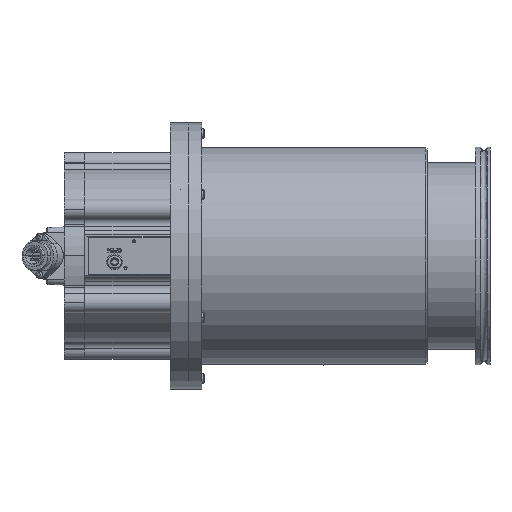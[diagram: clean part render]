
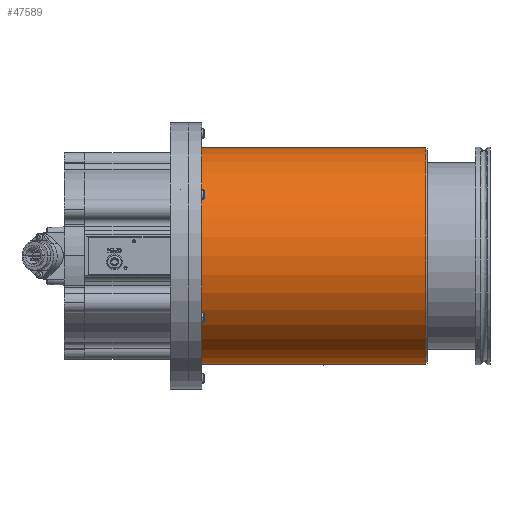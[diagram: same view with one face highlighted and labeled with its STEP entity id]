
A CAD part, top view. The second image highlights one B-rep face of the part: STEP entity #47589.
In plain terms, the highlighted cylindrical face has radius 89.5 mm (diameter 179 mm), a partial arc.
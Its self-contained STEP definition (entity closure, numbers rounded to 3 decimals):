
#802 = VECTOR ( 'NONE', #31750, 1000. ) ;
#1972 = CARTESIAN_POINT ( 'NONE',  ( 196.5, -89.5, 0. ) ) ;
#2683 = ORIENTED_EDGE ( 'NONE', *, *, #56894, .T. ) ;
#3332 = ORIENTED_EDGE ( 'NONE', *, *, #47659, .T. ) ;
#4598 = AXIS2_PLACEMENT_3D ( 'NONE', #27207, #83447, #35267 ) ;
#4862 = DIRECTION ( 'NONE',  ( 1., 0., 0. ) ) ;
#6482 = CARTESIAN_POINT ( 'NONE',  ( 196.5, 89.5, 0. ) ) ;
#8465 = CARTESIAN_POINT ( 'NONE',  ( 9., 89.5, 0. ) ) ;
#9772 = VERTEX_POINT ( 'NONE', #8465 ) ;
#10889 = EDGE_CURVE ( 'NONE', #9772, #46710, #94773, .T. ) ;
#13327 = CARTESIAN_POINT ( 'NONE',  ( 196.5, -89.5, 0. ) ) ;
#15601 = CARTESIAN_POINT ( 'NONE',  ( 9., 0., 0. ) ) ;
#20759 = CARTESIAN_POINT ( 'NONE',  ( 196.5, 0., 0. ) ) ;
#21656 = CARTESIAN_POINT ( 'NONE',  ( 9., -89.5, 0. ) ) ;
#23718 = DIRECTION ( 'NONE',  ( 0., 1., 0. ) ) ;
#25951 = EDGE_LOOP ( 'NONE', ( #49767, #3332, #2683, #89722 ) ) ;
#27207 = CARTESIAN_POINT ( 'NONE',  ( 196.5, 0., 0. ) ) ;
#31750 = DIRECTION ( 'NONE',  ( 1., 0., 0. ) ) ;
#35267 = DIRECTION ( 'NONE',  ( 0., 1., 0. ) ) ;
#35709 = FACE_OUTER_BOUND ( 'NONE', #25951, .T. ) ;
#37275 = DIRECTION ( 'NONE',  ( 0., 1., 0. ) ) ;
#46710 = VERTEX_POINT ( 'NONE', #21656 ) ;
#46959 = VECTOR ( 'NONE', #53409, 1000. ) ;
#47589 = ADVANCED_FACE ( 'NONE', ( #35709 ), #89799, .T. ) ;
#47659 = EDGE_CURVE ( 'NONE', #46710, #59422, #49511, .T. ) ;
#49511 = LINE ( 'NONE', #13327, #46959 ) ;
#49767 = ORIENTED_EDGE ( 'NONE', *, *, #10889, .T. ) ;
#49878 = AXIS2_PLACEMENT_3D ( 'NONE', #20759, #4862, #37275 ) ;
#53409 = DIRECTION ( 'NONE',  ( 1., 0., 0. ) ) ;
#55588 = CARTESIAN_POINT ( 'NONE',  ( 196.5, 89.5, 0. ) ) ;
#56894 = EDGE_CURVE ( 'NONE', #59422, #98926, #83529, .T. ) ;
#59422 = VERTEX_POINT ( 'NONE', #1972 ) ;
#71869 = DIRECTION ( 'NONE',  ( 1., 0., 0. ) ) ;
#83447 = DIRECTION ( 'NONE',  ( -1., 0., 0. ) ) ;
#83529 = CIRCLE ( 'NONE', #4598, 89.5 ) ;
#86327 = LINE ( 'NONE', #55588, #802 ) ;
#89722 = ORIENTED_EDGE ( 'NONE', *, *, #104413, .F. ) ;
#89799 = CYLINDRICAL_SURFACE ( 'NONE', #49878, 89.5 ) ;
#92039 = AXIS2_PLACEMENT_3D ( 'NONE', #15601, #71869, #23718 ) ;
#94773 = CIRCLE ( 'NONE', #92039, 89.5 ) ;
#98926 = VERTEX_POINT ( 'NONE', #6482 ) ;
#104413 = EDGE_CURVE ( 'NONE', #9772, #98926, #86327, .T. ) ;
